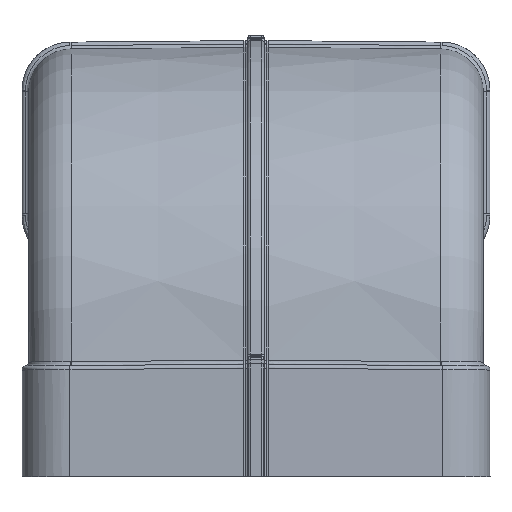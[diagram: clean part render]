
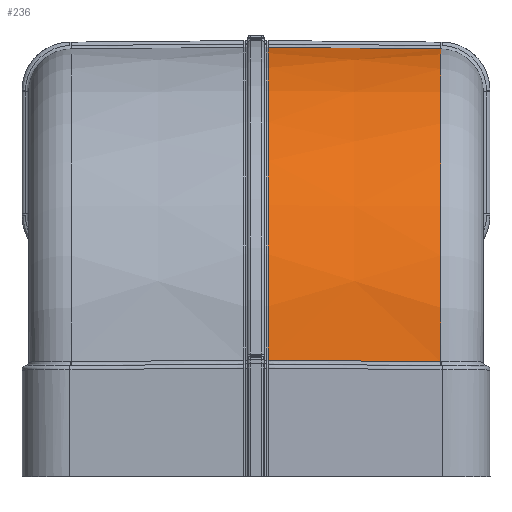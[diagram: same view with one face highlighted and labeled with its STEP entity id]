
A CAD part, left-side view. The second image highlights one B-rep face of the part: STEP entity #236.
In plain terms, the highlighted conical face has half-angle 0.5 degrees and reference radius 117.439 mm.
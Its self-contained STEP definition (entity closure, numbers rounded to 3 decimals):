
#236=ADVANCED_FACE('5521',(#703),#704,.T.);
#703=FACE_OUTER_BOUND('',#6696,.T.);
#704=CONICAL_SURFACE('',#6697,117.439,0.009);
#6696=EDGE_LOOP('',(#14029,#14030,#14031,#14032));
#6697=AXIS2_PLACEMENT_3D('',#14033,#14034,#14035);
#14029=ORIENTED_EDGE('',*,*,#15648,.F.);
#14030=ORIENTED_EDGE('',*,*,#15789,.T.);
#14031=ORIENTED_EDGE('',*,*,#15793,.T.);
#14032=ORIENTED_EDGE('',*,*,#15802,.T.);
#14033=CARTESIAN_POINT('',(0.,50.309,0.));
#14034=DIRECTION('',(0.,1.0,0.));
#14035=DIRECTION('',(0.0,0.,1.0));
#15648=EDGE_CURVE('',#16633,#16636,#16637,.T.);
#15789=EDGE_CURVE('17544',#16633,#16859,#16861,.T.);
#15793=EDGE_CURVE('17823',#16859,#16865,#16867,.T.);
#15802=EDGE_CURVE('17801',#16865,#16636,#16882,.T.);
#16633=VERTEX_POINT('',#18986);
#16636=VERTEX_POINT('',#18999);
#16637=CIRCLE('',#19000,117.698);
#16859=VERTEX_POINT('',#19746);
#16861=B_SPLINE_CURVE_WITH_KNOTS('',3,(#19748,#19749,#19750,#19751,#19752,#19753),.UNSPECIFIED.,.F.,.F.,(4,1,1,4),(0.0,0.333,0.667,1.0),.UNSPECIFIED.);
#16865=VERTEX_POINT('',#19762);
#16867=CIRCLE('',#19804,117.138);
#16882=B_SPLINE_CURVE_WITH_KNOTS('',3,(#19875,#19876,#19877,#19878,#19879,#19880),.UNSPECIFIED.,.F.,.F.,(4,1,1,4),(0.0,0.333,0.667,1.0),.UNSPECIFIED.);
#18986=CARTESIAN_POINT('',(-1.401,80.0,-117.69));
#18999=CARTESIAN_POINT('',(-117.678,80.,-2.192));
#19000=AXIS2_PLACEMENT_3D('',#22322,#22323,#22324);
#19746=CARTESIAN_POINT('',(-0.847,15.86,-117.135));
#19748=CARTESIAN_POINT('',(-1.427,82.991,-117.716));
#19749=CARTESIAN_POINT('',(-1.362,75.542,-117.651));
#19750=CARTESIAN_POINT('',(-1.234,60.636,-117.523));
#19751=CARTESIAN_POINT('',(-1.04,38.259,-117.329));
#19752=CARTESIAN_POINT('',(-0.912,23.329,-117.2));
#19753=CARTESIAN_POINT('',(-0.847,15.86,-117.135));
#19762=CARTESIAN_POINT('',(-117.127,15.86,-1.639));
#19804=AXIS2_PLACEMENT_3D('',#22543,#22544,#22545);
#19875=CARTESIAN_POINT('',(-117.127,15.86,-1.639));
#19876=CARTESIAN_POINT('',(-117.189,23.058,-1.701));
#19877=CARTESIAN_POINT('',(-117.313,37.447,-1.825));
#19878=CARTESIAN_POINT('',(-117.498,59.012,-2.011));
#19879=CARTESIAN_POINT('',(-117.621,73.378,-2.135));
#19880=CARTESIAN_POINT('',(-117.683,80.558,-2.197));
#22322=CARTESIAN_POINT('',(0.,80.0,0.));
#22323=DIRECTION('',(0.,1.0,0.));
#22324=DIRECTION('',(0.0,0.,1.0));
#22543=CARTESIAN_POINT('',(0.,15.86,0.));
#22544=DIRECTION('',(0.,1.0,0.));
#22545=DIRECTION('',(-0.007,0.,-1.));
